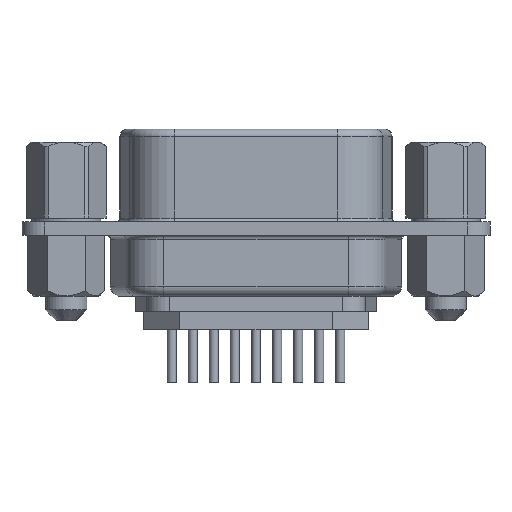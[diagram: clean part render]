
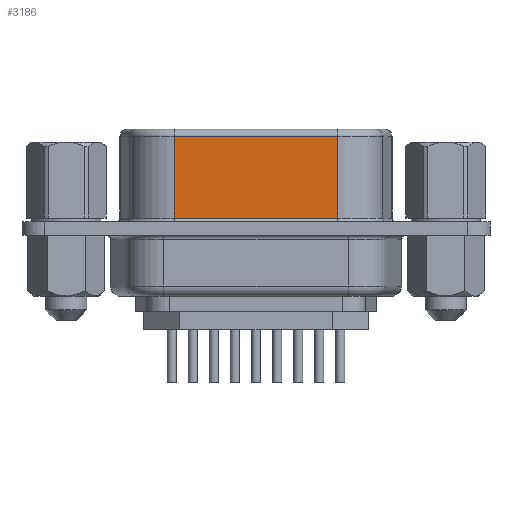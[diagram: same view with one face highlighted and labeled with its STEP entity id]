
A CAD part, front view. The second image highlights one B-rep face of the part: STEP entity #3186.
In plain terms, the highlighted planar face has unit normal (0, -1, 0).
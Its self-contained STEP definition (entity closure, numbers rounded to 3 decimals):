
#817 = CARTESIAN_POINT ( 'NONE',  ( -5.368, -4.68, 6.05 ) ) ;
#824 = CARTESIAN_POINT ( 'NONE',  ( 5.368, -4.68, 0.7 ) ) ;
#828 = CARTESIAN_POINT ( 'NONE',  ( -5.368, -4.68, 0.7 ) ) ;
#829 = CARTESIAN_POINT ( 'NONE',  ( 5.368, -4.68, 6.05 ) ) ;
#1272 = FACE_OUTER_BOUND ( 'NONE', #4098, .T. ) ;
#1493 = EDGE_CURVE ( 'NONE', #7427, #7423, #7491, .T. ) ;
#1709 = EDGE_CURVE ( 'NONE', #7428, #7416, #7639, .T. ) ;
#2122 = AXIS2_PLACEMENT_3D ( 'NONE', #9121, #9125, #9126 ) ;
#2557 = EDGE_CURVE ( 'NONE', #7428, #7423, #8138, .T. ) ;
#2626 = EDGE_CURVE ( 'NONE', #7416, #7427, #8188, .T. ) ;
#3186 = ADVANCED_FACE ( 'NONE', ( #1272 ), #9123, .F. ) ;
#4098 = EDGE_LOOP ( 'NONE', ( #6022, #5806, #5843, #5923 ) ) ;
#5216 = CARTESIAN_POINT ( 'NONE',  ( 5.368, -4.68, 6.55 ) ) ;
#5217 = DIRECTION ( 'NONE',  ( 0., 0., -1. ) ) ;
#5290 = DIRECTION ( 'NONE',  ( 0., 0., -1. ) ) ;
#5298 = CARTESIAN_POINT ( 'NONE',  ( -5.368, -4.68, 6.55 ) ) ;
#5806 = ORIENTED_EDGE ( 'NONE', *, *, #1493, .T. ) ;
#5843 = ORIENTED_EDGE ( 'NONE', *, *, #2557, .F. ) ;
#5923 = ORIENTED_EDGE ( 'NONE', *, *, #1709, .T. ) ;
#6022 = ORIENTED_EDGE ( 'NONE', *, *, #2626, .T. ) ;
#6289 = CARTESIAN_POINT ( 'NONE',  ( 5.368, -4.68, 0.7 ) ) ;
#6305 = DIRECTION ( 'NONE',  ( 1., 0., 0. ) ) ;
#6605 = DIRECTION ( 'NONE',  ( -1., 0., 0. ) ) ;
#6610 = CARTESIAN_POINT ( 'NONE',  ( -5.96, -4.68, 6.05 ) ) ;
#7416 = VERTEX_POINT ( 'NONE', #817 ) ;
#7423 = VERTEX_POINT ( 'NONE', #824 ) ;
#7427 = VERTEX_POINT ( 'NONE', #828 ) ;
#7428 = VERTEX_POINT ( 'NONE', #829 ) ;
#7491 = LINE ( 'NONE', #6289, #7494 ) ;
#7494 = VECTOR ( 'NONE', #6305, 1000. ) ;
#7639 = LINE ( 'NONE', #6610, #7642 ) ;
#7642 = VECTOR ( 'NONE', #6605, 1000. ) ;
#8138 = LINE ( 'NONE', #5216, #8141 ) ;
#8141 = VECTOR ( 'NONE', #5217, 1000. ) ;
#8188 = LINE ( 'NONE', #5298, #8190 ) ;
#8190 = VECTOR ( 'NONE', #5290, 1000. ) ;
#9121 = CARTESIAN_POINT ( 'NONE',  ( -5.368, -4.68, 6.55 ) ) ;
#9123 = PLANE ( 'NONE',  #2122 ) ;
#9125 = DIRECTION ( 'NONE',  ( 0., 1., 0. ) ) ;
#9126 = DIRECTION ( 'NONE',  ( 0., 0., 1. ) ) ;
